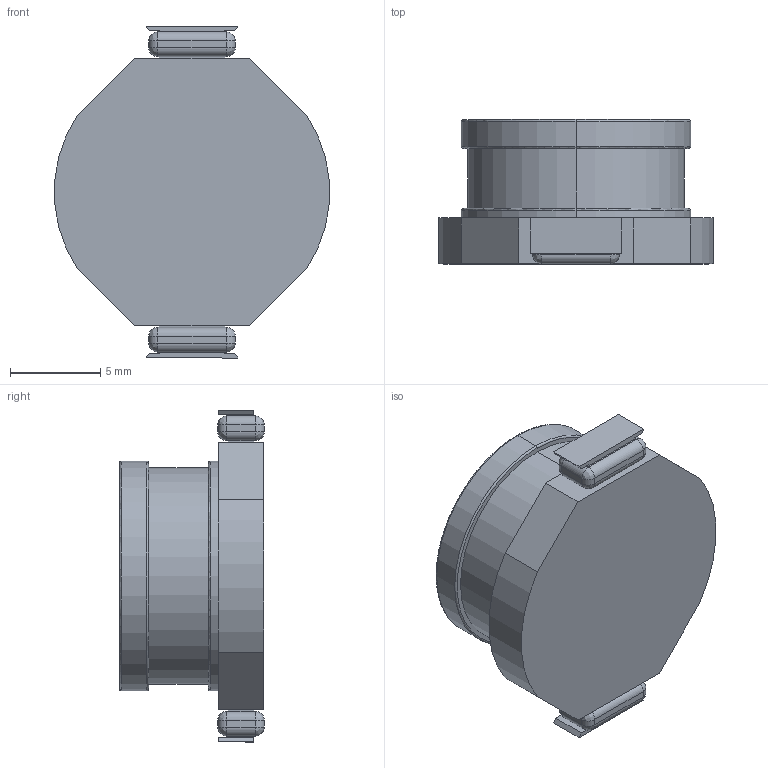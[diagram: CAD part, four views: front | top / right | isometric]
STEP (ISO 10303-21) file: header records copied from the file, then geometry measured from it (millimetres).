
FILE_DESCRIPTION (( 'STEP AP214' ), '1' );
FILE_NAME ('Coilcraft-DO5010H-DEFAULT.STEP', '2011-01-06T05:07:37', ( 'sysAdmin' ), ( 'SolidWorks' ), 'SwSTEP 2.0', 'SolidWorks 2011', '' );
FILE_SCHEMA (( 'AUTOMOTIVE_DESIGN' ));
Length unit declared in the file: millimetre
Products named in the file (1): Coilcraft-DO5010H-DEFAULT
Bounding box: 15.19 x 8 x 18.36 mm (x, y, z)
Volume: 1125 mm3; surface area: 890.4 mm2
Topology: 1 solids, 1 shells, 328 faces, 823 edges, 502 vertices
Faces by surface type: bspline 195, plane 99, cylinder 34
Entity records: 14315 total; most frequent: CARTESIAN_POINT 4227, ORIENTED_EDGE 1614, EDGE_CURVE 807, DIRECTION 797, VERTEX_POINT 502, VECTOR 381, LINE 381, EDGE_LOOP 349
